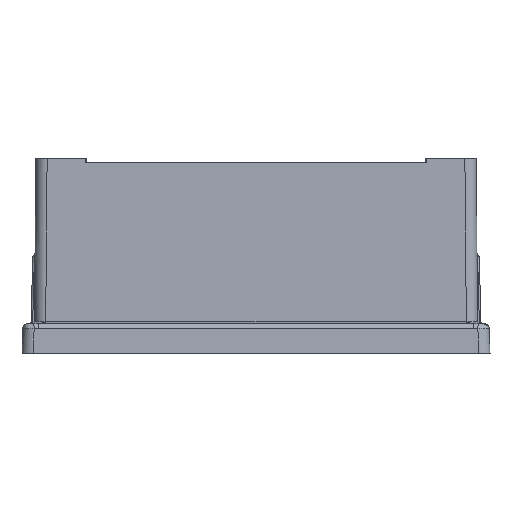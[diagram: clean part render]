
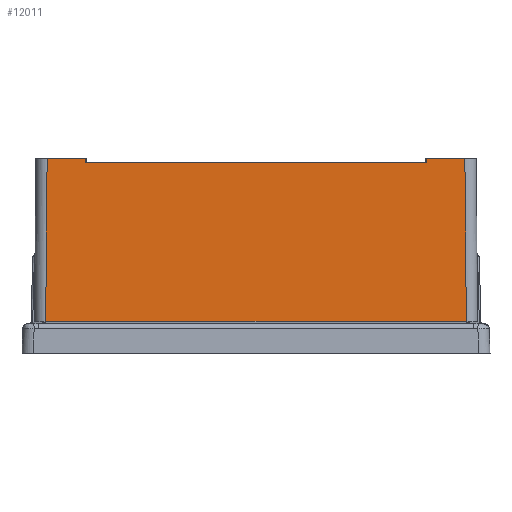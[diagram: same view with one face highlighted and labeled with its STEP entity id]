
A CAD part, left-side view. The second image highlights one B-rep face of the part: STEP entity #12011.
In plain terms, the highlighted planar face has unit normal (-1, 0, 0.009).
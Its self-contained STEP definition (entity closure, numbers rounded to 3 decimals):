
#2249 = CARTESIAN_POINT ( 'NONE',  ( -132.247, 101.762, 94.85 ) ) ;
#2296 = DIRECTION ( 'NONE',  ( 0., -1., 0. ) ) ;
#2297 = VECTOR ( 'NONE', #2296, 1000. ) ;
#2298 = CARTESIAN_POINT ( 'NONE',  ( -132.247, 92.399, 94.85 ) ) ;
#2299 = LINE ( 'NONE', #2298, #2297 ) ;
#4968 = DIRECTION ( 'NONE',  ( -0.009, 0.009, -1. ) ) ;
#4969 = VECTOR ( 'NONE', #4968, 1000. ) ;
#4970 = CARTESIAN_POINT ( 'NONE',  ( -132.593, 102.108, 55.2 ) ) ;
#4971 = LINE ( 'NONE', #4970, #4969 ) ;
#4973 = CARTESIAN_POINT ( 'NONE',  ( -132.939, 102.455, 15.55 ) ) ;
#5367 = DIRECTION ( 'NONE',  ( 0., -1., 0. ) ) ;
#5368 = VECTOR ( 'NONE', #5367, 1000. ) ;
#5369 = CARTESIAN_POINT ( 'NONE',  ( -132.265, 0., 92.85 ) ) ;
#5370 = LINE ( 'NONE', #5369, #5368 ) ;
#5657 = CARTESIAN_POINT ( 'NONE',  ( -132.939, 102.455, 15.55 ) ) ;
#5662 = B_SPLINE_CURVE_WITH_KNOTS ( 'NONE', 3,
 ( #5657, #5821, #5823, #5822 ),
 .UNSPECIFIED., .F., .F.,
 ( 4, 4 ),
 ( 0., 0.002 ),
 .UNSPECIFIED. ) ;
#5821 = CARTESIAN_POINT ( 'NONE',  ( -132.939, 101.784, 15.586 ) ) ;
#5822 = CARTESIAN_POINT ( 'NONE',  ( -132.939, 100.44, 15.61 ) ) ;
#5823 = CARTESIAN_POINT ( 'NONE',  ( -132.939, 101.112, 15.61 ) ) ;
#5824 = CARTESIAN_POINT ( 'NONE',  ( -132.939, 100.44, 15.61 ) ) ;
#5998 = DIRECTION ( 'NONE',  ( 0., 1., 0. ) ) ;
#5999 = VECTOR ( 'NONE', #5998, 1000. ) ;
#6000 = CARTESIAN_POINT ( 'NONE',  ( -132.939, 0., 15.61 ) ) ;
#6001 = LINE ( 'NONE', #6000, #5999 ) ;
#6002 = DIRECTION ( 'NONE',  ( 0.009, 0., 1. ) ) ;
#6003 = DIRECTION ( 'NONE',  ( -1., 0., 0.009 ) ) ;
#6004 = AXIS2_PLACEMENT_3D ( 'NONE', #6005, #6003, #6002 ) ;
#6005 = CARTESIAN_POINT ( 'NONE',  ( -133.075, 113.589, 0. ) ) ;
#6006 = PLANE ( 'NONE',  #6004 ) ;
#6010 = FACE_OUTER_BOUND ( 'NONE', #11951, .T. ) ;
#7764 = CARTESIAN_POINT ( 'NONE',  ( -132.247, -83.035, 94.85 ) ) ;
#7897 = DIRECTION ( 'NONE',  ( -0.009, 0.008, -1. ) ) ;
#7898 = VECTOR ( 'NONE', #7897, 1000. ) ;
#7899 = CARTESIAN_POINT ( 'NONE',  ( -132.256, -83.027, 93.85 ) ) ;
#7900 = LINE ( 'NONE', #7899, #7898 ) ;
#7901 = CARTESIAN_POINT ( 'NONE',  ( -132.265, -83.019, 92.85 ) ) ;
#7978 = CARTESIAN_POINT ( 'NONE',  ( -132.939, -102.455, 15.55 ) ) ;
#7979 = DIRECTION ( 'NONE',  ( -0.009, -0.009, -1. ) ) ;
#7980 = VECTOR ( 'NONE', #7979, 1000. ) ;
#7981 = CARTESIAN_POINT ( 'NONE',  ( -132.593, -102.108, 55.2 ) ) ;
#7987 = LINE ( 'NONE', #7981, #7980 ) ;
#7988 = CARTESIAN_POINT ( 'NONE',  ( -132.247, -101.762, 94.85 ) ) ;
#8296 = DIRECTION ( 'NONE',  ( 0., 1., 0. ) ) ;
#8297 = VECTOR ( 'NONE', #8296, 1000. ) ;
#8298 = CARTESIAN_POINT ( 'NONE',  ( -132.247, -92.399, 94.85 ) ) ;
#8299 = LINE ( 'NONE', #8298, #8297 ) ;
#8369 = CARTESIAN_POINT ( 'NONE',  ( -132.939, -100.44, 15.61 ) ) ;
#8370 = CARTESIAN_POINT ( 'NONE',  ( -132.939, -101.112, 15.61 ) ) ;
#8371 = CARTESIAN_POINT ( 'NONE',  ( -132.939, -101.784, 15.586 ) ) ;
#8372 = CARTESIAN_POINT ( 'NONE',  ( -132.939, -102.455, 15.55 ) ) ;
#8373 = B_SPLINE_CURVE_WITH_KNOTS ( 'NONE', 3,
 ( #8372, #8371, #8370, #8369 ),
 .UNSPECIFIED., .F., .F.,
 ( 4, 4 ),
 ( 0., 0.002 ),
 .UNSPECIFIED. ) ;
#8376 = CARTESIAN_POINT ( 'NONE',  ( -132.939, -100.44, 15.61 ) ) ;
#10986 = VERTEX_POINT ( 'NONE', #15681 ) ;
#10988 = EDGE_CURVE ( 'NONE', #10986, #10989, #15680, .T. ) ;
#10989 = VERTEX_POINT ( 'NONE', #15676 ) ;
#11353 = VERTEX_POINT ( 'NONE', #4973 ) ;
#11355 = EDGE_CURVE ( 'NONE', #16542, #11353, #4971, .T. ) ;
#11492 = EDGE_CURVE ( 'NONE', #10989, #12714, #5370, .T. ) ;
#11902 = VERTEX_POINT ( 'NONE', #5824 ) ;
#11904 = EDGE_CURVE ( 'NONE', #11353, #11902, #5662, .T. ) ;
#11951 = EDGE_LOOP ( 'NONE', ( #12012, #12013, #12014, #12015, #12016, #12017, #12019, #12020, #11998, #11999 ) ) ;
#11998 = ORIENTED_EDGE ( 'NONE', *, *, #12919, .T. ) ;
#11999 = ORIENTED_EDGE ( 'NONE', *, *, #12716, .T. ) ;
#12011 = ADVANCED_FACE ( 'NONE', ( #6010 ), #6006, .T. ) ;
#12012 = ORIENTED_EDGE ( 'NONE', *, *, #11492, .F. ) ;
#12013 = ORIENTED_EDGE ( 'NONE', *, *, #10988, .F. ) ;
#12014 = ORIENTED_EDGE ( 'NONE', *, *, #16545, .F. ) ;
#12015 = ORIENTED_EDGE ( 'NONE', *, *, #11355, .T. ) ;
#12016 = ORIENTED_EDGE ( 'NONE', *, *, #11904, .T. ) ;
#12017 = ORIENTED_EDGE ( 'NONE', *, *, #12018, .F. ) ;
#12018 = EDGE_CURVE ( 'NONE', #12949, #11902, #6001, .T. ) ;
#12019 = ORIENTED_EDGE ( 'NONE', *, *, #12948, .F. ) ;
#12020 = ORIENTED_EDGE ( 'NONE', *, *, #12756, .F. ) ;
#12657 = VERTEX_POINT ( 'NONE', #7764 ) ;
#12714 = VERTEX_POINT ( 'NONE', #7901 ) ;
#12716 = EDGE_CURVE ( 'NONE', #12657, #12714, #7900, .T. ) ;
#12754 = VERTEX_POINT ( 'NONE', #7988 ) ;
#12756 = EDGE_CURVE ( 'NONE', #12754, #12757, #7987, .T. ) ;
#12757 = VERTEX_POINT ( 'NONE', #7978 ) ;
#12919 = EDGE_CURVE ( 'NONE', #12754, #12657, #8299, .T. ) ;
#12948 = EDGE_CURVE ( 'NONE', #12757, #12949, #8373, .T. ) ;
#12949 = VERTEX_POINT ( 'NONE', #8376 ) ;
#15676 = CARTESIAN_POINT ( 'NONE',  ( -132.265, 83.019, 92.85 ) ) ;
#15677 = DIRECTION ( 'NONE',  ( -0.009, -0.008, -1. ) ) ;
#15678 = VECTOR ( 'NONE', #15677, 1000. ) ;
#15679 = CARTESIAN_POINT ( 'NONE',  ( -132.256, 83.027, 93.85 ) ) ;
#15680 = LINE ( 'NONE', #15679, #15678 ) ;
#15681 = CARTESIAN_POINT ( 'NONE',  ( -132.247, 83.035, 94.85 ) ) ;
#16542 = VERTEX_POINT ( 'NONE', #2249 ) ;
#16545 = EDGE_CURVE ( 'NONE', #16542, #10986, #2299, .T. ) ;
